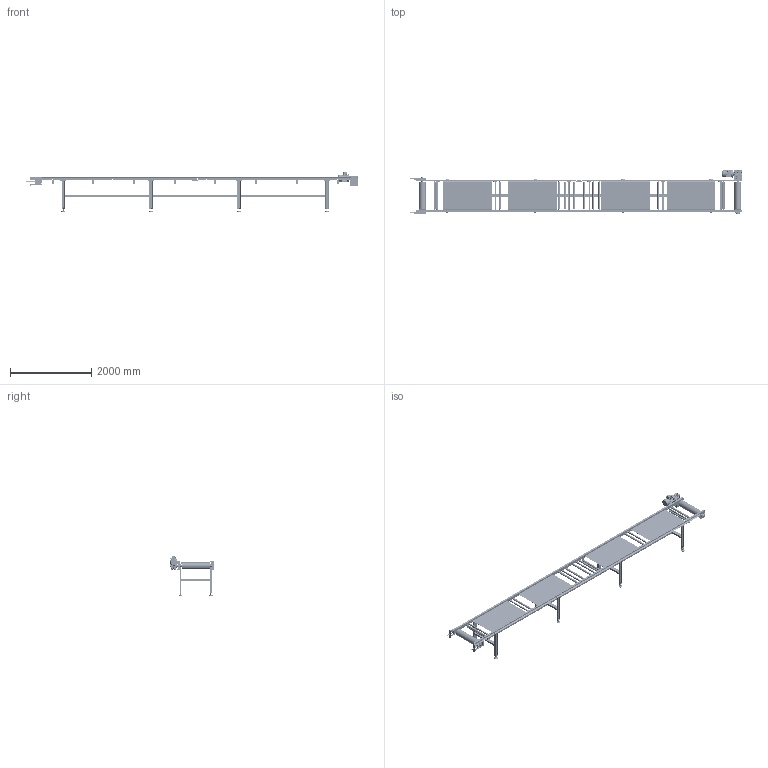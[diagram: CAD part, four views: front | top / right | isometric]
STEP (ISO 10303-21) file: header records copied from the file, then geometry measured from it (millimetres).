
FILE_DESCRIPTION(('FreeCAD Model'),'2;1');
FILE_NAME('Open CASCADE Shape Model','2025-04-29T03:14:11',('FreeCAD'),( 'FreeCAD'),'Open CASCADE STEP processor 7.6','FreeCAD','Unknown');
FILE_SCHEMA(('AUTOMOTIVE_DESIGN { 1 0 10303 214 1 1 1 1 }'));
Length unit declared in the file: millimetre
Products named in the file (1): Open CASCADE STEP translator 7.6 1
Bounding box: 8157.35 x 1100 x 972.1 mm (x, y, z)
Volume: 92952579.8 mm3; surface area: 24905056.3 mm2
Topology: 250 solids, 289 shells, 6327 faces, 16039 edges, 10569 vertices
Faces by surface type: plane 3230, cylinder 2011, cone 680, torus 279, sphere 91, bspline 36
Full cylindrical faces by diameter (mm): 1.05 x8, 1.8 x1, 2.02 x1, 3.634 x3, 4.918 x2, 5.5 x2, 6 x5, 6.647 x1, 7.45 x4, 8 x72, 8.376 x16, 8.4 x1, 10 x144, 11 x4, 12 x140, 13 x14, 13.4 x14, 14 x8, 16 x8, 16.534 x32, 18.78 x64, 20.719 x32, 20.807 x32, 22 x2, 24 x3, 25 x4, 29 x2, 30 x1, 35 x1, 40 x7
Entity records: 204029 total; most frequent: CARTESIAN_POINT 46014, DIRECTION 33981, ORIENTED_EDGE 32036, EDGE_CURVE 16018, AXIS2_PLACEMENT_3D 12548, VERTEX_POINT 10569, LINE 8885, VECTOR 8885
